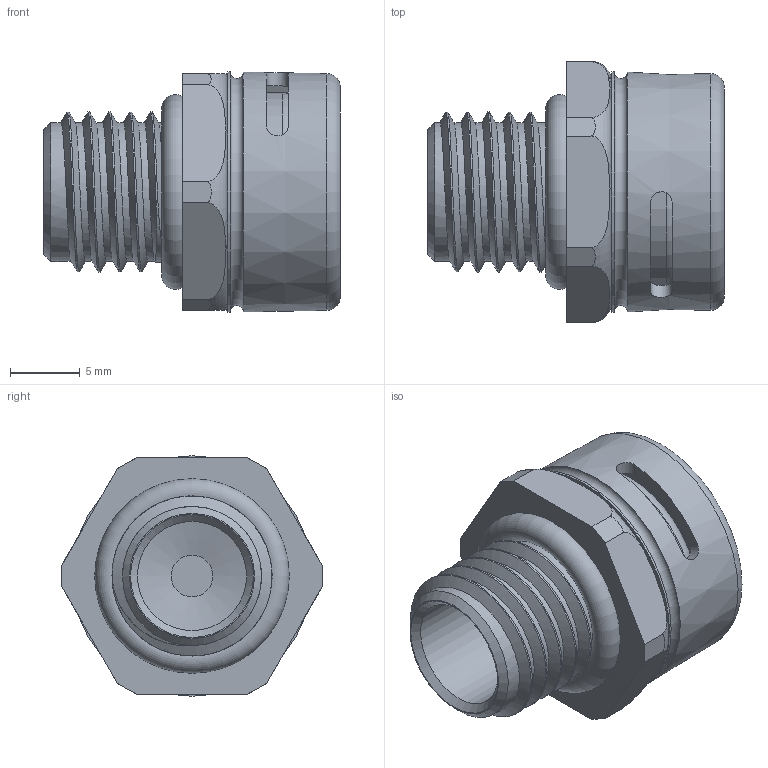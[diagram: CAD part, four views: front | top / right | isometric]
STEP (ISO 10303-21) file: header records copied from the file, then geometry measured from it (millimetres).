
FILE_DESCRIPTION(/* description */ ('UL-DAE Edelstahl'),/* implementation_level */ '2;1');
FILE_NAME(/* name */ '90000512HLD-RST.stp',/* time_stamp */ '2020-04-15T08:46:00+02:00',/* author */ ('sl'),/* organization */ (''),/* preprocessor_version */ 'ST-DEVELOPER v16.5',/* originating_system */ 'Autodesk Inventor 2017',/* authorisation */ '');
FILE_SCHEMA (('AUTOMOTIVE_DESIGN { 1 0 10303 214 3 1 1 }'));
Length unit declared in the file: millimetre
Products named in the file (7): 90000512HLD_SZM; DAE-04-BT-0001-90000512HLD; DAE-04-BT-0002-90000512HLD; DAE-04-BT-0003-90000512HLD; DAE-04-BT-0005-90000512HLD; DAE-04-BT-0007-90000512HLD; DAE-04-BT-0006-90000512HLD
Assembly tree (7 placements, depth 2):
  90000512HLD_SZM
    DAE-04-BT-0001-90000512HLD
    DAE-04-BT-0002-90000512HLD
    DAE-04-BT-0003-90000512HLD
    DAE-04-BT-0005-90000512HLD
    DAE-04-BT-0006-90000512HLD  x2
    DAE-04-BT-0007-90000512HLD
Bounding box: 21.35 x 18.74 x 17.3 mm (x, y, z)
Volume: 2176.5 mm3; surface area: 4189.9 mm2
Topology: 7 solids, 7 shells, 86 faces, 191 edges, 122 vertices
Faces by surface type: plane 36, cylinder 30, torus 12, cone 6, bspline 2
Full cylindrical faces by diameter (mm): 3 x1, 7.85 x1, 7.95 x3, 8.1 x1, 10 x5, 10.45 x1, 12.85 x4, 13 x1, 14.25 x1, 15.3 x2
Entity records: 3544 total; most frequent: CARTESIAN_POINT 1781, DIRECTION 330, ORIENTED_EDGE 270, AXIS2_PLACEMENT_3D 146, EDGE_CURVE 135, EDGE_LOOP 125, VERTEX_POINT 106, FACE_OUTER_BOUND 77
